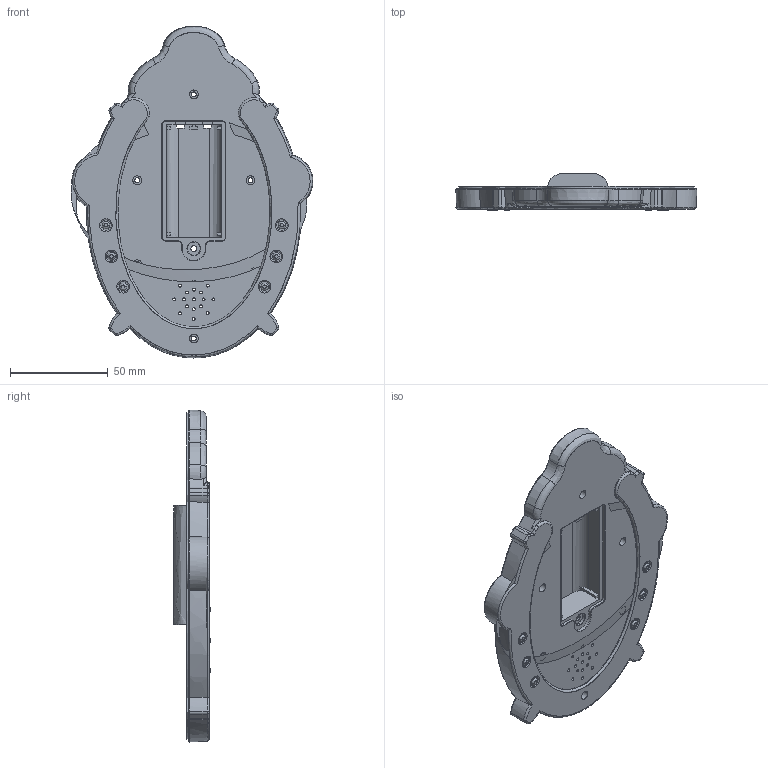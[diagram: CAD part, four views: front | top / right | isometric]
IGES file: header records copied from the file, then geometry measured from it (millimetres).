
Start section:  PTC IGES file: xg-01.igs
Global section: file name: xg-01.igs; native system: Pro/ENGINEER by Parametric Technology Corporation; preprocessor: 2001280; author: Administrator; organization: Unknown; date: 021114.083339; units: millimetre
Bounding box: 123.78 x 18.6 x 169.96 mm (x, y, z)
Surface area: 46977.4 mm2 (no closed solid volume)
Topology: 0 solids, 0 shells, 463 faces, 2444 edges, 2444 vertices
Faces by surface type: revolution 246, bspline 215, extrusion 2
